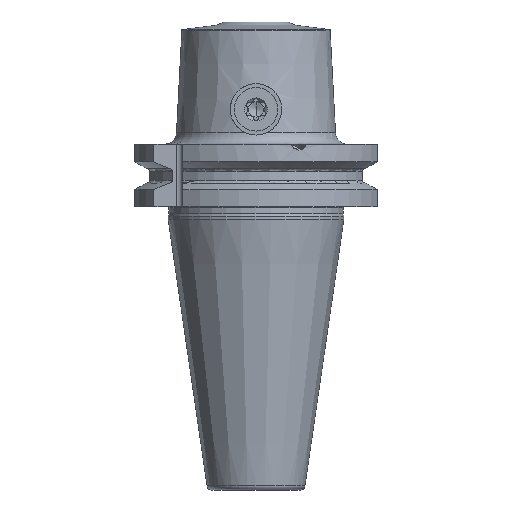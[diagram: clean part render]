
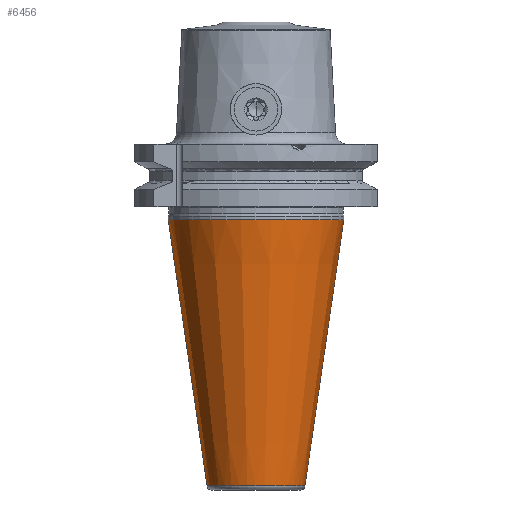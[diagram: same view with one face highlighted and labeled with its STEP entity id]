
A CAD part, left-side view. The second image highlights one B-rep face of the part: STEP entity #6456.
In plain terms, the highlighted conical face has half-angle 8.3 degrees and reference radius 17.311 mm.
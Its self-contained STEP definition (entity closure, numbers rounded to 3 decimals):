
#3420=CARTESIAN_POINT('',(0.,0.,-67.373));
#3421=DIRECTION('',(0.,0.,-1.));
#3422=DIRECTION('',(0.,-1.,0.));
#3423=AXIS2_PLACEMENT_3D('',#3420,#3421,#3422);
#3436=DIRECTION('',(0.,-0.144,-0.99));
#3437=VECTOR('',#3436,68.086);
#3438=CARTESIAN_POINT('',(0.,22.225,0.));
#3439=LINE('',#3438,#3437);
#3443=CARTESIAN_POINT('',(0.,0.,0.));
#3444=DIRECTION('',(0.,0.,-1.));
#3445=DIRECTION('',(0.,-1.,0.));
#3446=AXIS2_PLACEMENT_3D('',#3443,#3444,#3445);
#3451=DIRECTION('',(0.,0.144,-0.99));
#3452=VECTOR('',#3451,68.086);
#3453=CARTESIAN_POINT('',(0.,-22.225,0.));
#3454=LINE('',#3453,#3452);
#4161=CARTESIAN_POINT('',(0.,-22.225,0.));
#4162=VERTEX_POINT('',#4161);
#4163=CARTESIAN_POINT('',(0.,22.225,0.));
#4164=VERTEX_POINT('',#4163);
#4343=CARTESIAN_POINT('',(0.,12.396,-67.373));
#4344=CARTESIAN_POINT('',(0.,-12.396,-67.373));
#4345=VERTEX_POINT('',#4343);
#4346=VERTEX_POINT('',#4344);
#6445=CARTESIAN_POINT('',(0.,0.,-33.687));
#6446=DIRECTION('',(0.,0.,1.));
#6447=DIRECTION('',(0.,1.,0.));
#6448=AXIS2_PLACEMENT_3D('',#6445,#6446,#6447);
#6449=CONICAL_SURFACE('',#6448,17.311,8.3);
#6450=ORIENTED_EDGE('',*,*,#6439,.T.);
#6451=ORIENTED_EDGE('',*,*,#5631,.F.);
#6452=ORIENTED_EDGE('',*,*,#5600,.F.);
#6453=ORIENTED_EDGE('',*,*,#5628,.T.);
#6454=EDGE_LOOP('',(#6450,#6451,#6452,#6453));
#6455=FACE_OUTER_BOUND('',#6454,.F.);
#3424=CIRCLE('',#3423,12.396);
#3447=CIRCLE('',#3446,22.225);
#5600=EDGE_CURVE('',#4162,#4164,#3447,.T.);
#5628=EDGE_CURVE('',#4162,#4346,#3454,.T.);
#5631=EDGE_CURVE('',#4164,#4345,#3439,.T.);
#6439=EDGE_CURVE('',#4346,#4345,#3424,.T.);
#6456=ADVANCED_FACE('',(#6455),#6449,.T.);
